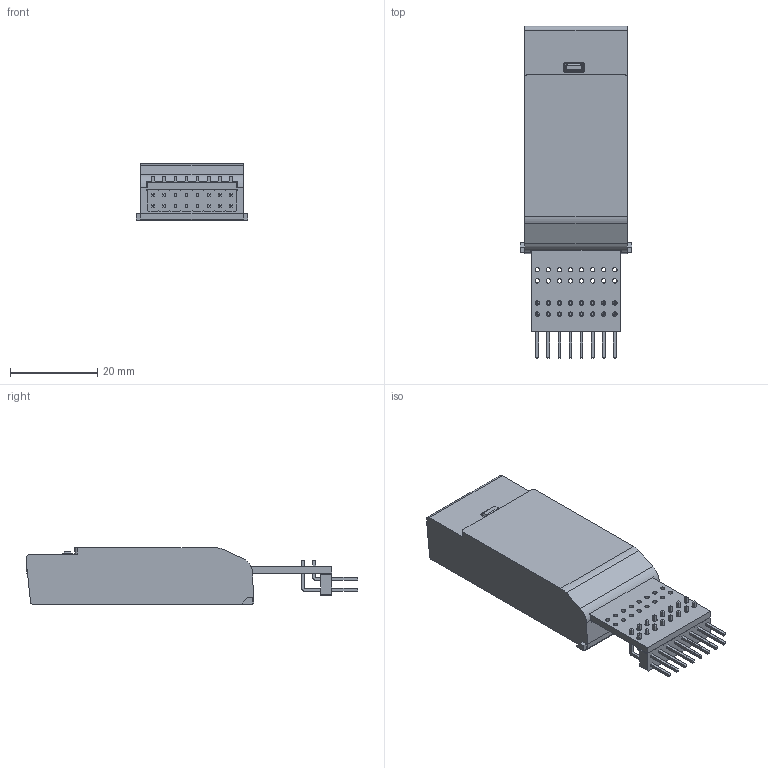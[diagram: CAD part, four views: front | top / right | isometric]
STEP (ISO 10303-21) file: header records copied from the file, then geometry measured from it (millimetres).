
FILE_DESCRIPTION((''),'2;1');
FILE_NAME('ASS-SSS-01','2025-02-03T',(''),(''),'PRO/ENGINEER BY PARAMETRIC TECHNOLOGY CORPORATION, 2003250','PRO/ENGINEER BY PARAMETRIC TECHNOLOGY CORPORATION, 2003250','');
FILE_SCHEMA(('CONFIG_CONTROL_DESIGN'));
Length unit declared in the file: millimetre
Products named in the file (11): TOP-COVER_03_-_NO_HOLE; _AUTOSAVE-EXT-PACK-01_PCB; PINHEADER_2X08_P254MM_HORIZONTA; PINHEADER_2X08_P2_54MM_HORIZONT_ASM; 901522116-67; 901522116-44_ASM; ASSEMBLY_-_PBC; C_0603_1608METRIC-21189_ASM; ASSEMBLY_-_PCB_ASM; OUTER_03_-_NO_GRIPS_-_SLOT; ASS-SSS-01
Assembly tree (10 placements, depth 4):
  ASS-SSS-01
    TOP-COVER_03_-_NO_HOLE
    ASSEMBLY_-_PCB_ASM
      _AUTOSAVE-EXT-PACK-01_PCB
      PINHEADER_2X08_P2_54MM_HORIZONT_ASM
        PINHEADER_2X08_P254MM_HORIZONTA
      901522116-44_ASM
        901522116-67
      C_0603_1608METRIC-21189_ASM
        ASSEMBLY_-_PBC
    OUTER_03_-_NO_GRIPS_-_SLOT
Bounding box: 25.45 x 76.04 x 12.9 mm (x, y, z)
Volume: 7913.3 mm3; surface area: 14513 mm2
Topology: 6 solids, 6 shells, 1410 faces, 3681 edges, 2336 vertices
Faces by surface type: plane 1191, cylinder 201, bspline 16, torus 2
Entity records: 43342 total; most frequent: CARTESIAN_POINT 8147, ORIENTED_EDGE 7362, DIRECTION 6881, EDGE_CURVE 3681, VECTOR 3253, LINE 3253, VERTEX_POINT 2336, AXIS2_PLACEMENT_3D 1814
